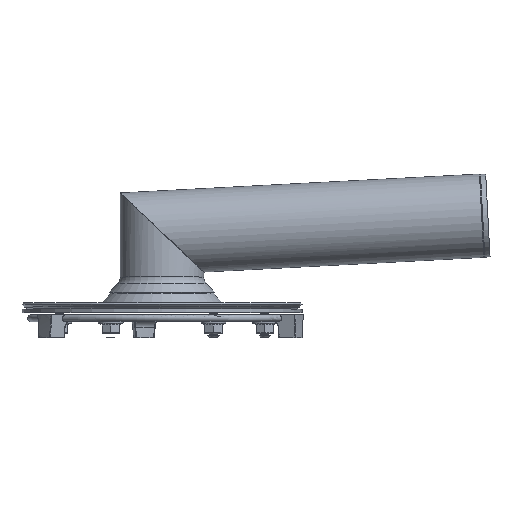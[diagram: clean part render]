
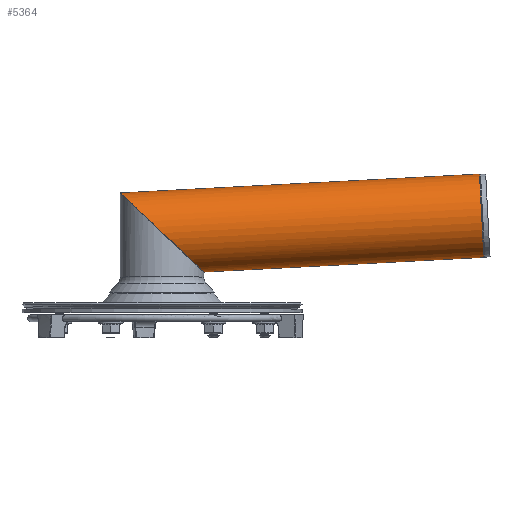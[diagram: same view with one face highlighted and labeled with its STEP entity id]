
A CAD part, top view. The second image highlights one B-rep face of the part: STEP entity #5364.
In plain terms, the highlighted cylindrical face has radius 36.5 mm (diameter 73 mm), a full revolution.
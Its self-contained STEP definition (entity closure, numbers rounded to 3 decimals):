
#420=ELLIPSE('',#6465,50.319,36.5);
#442=CYLINDRICAL_SURFACE('',#6464,36.5);
#734=FACE_OUTER_BOUND('',#1163,.T.);
#1163=EDGE_LOOP('',(#3569,#3570,#3571,#3572,#3573));
#1665=CIRCLE('',#6459,36.5);
#1666=CIRCLE('',#6460,36.5);
#2076=VERTEX_POINT('',#9291);
#2077=VERTEX_POINT('',#9293);
#2079=VERTEX_POINT('',#9302);
#2621=EDGE_CURVE('',#2076,#2077,#1665,.T.);
#2622=EDGE_CURVE('',#2077,#2076,#1666,.T.);
#2626=EDGE_CURVE('',#2077,#2079,#5830,.T.);
#2627=EDGE_CURVE('',#2079,#2079,#420,.T.);
#3569=ORIENTED_EDGE('',*,*,#2621,.F.);
#3570=ORIENTED_EDGE('',*,*,#2622,.F.);
#3571=ORIENTED_EDGE('',*,*,#2626,.T.);
#3572=ORIENTED_EDGE('',*,*,#2627,.F.);
#3573=ORIENTED_EDGE('',*,*,#2626,.F.);
#5364=ADVANCED_FACE('',(#734),#442,.T.);
#5830=LINE('',#9303,#6131);
#6131=VECTOR('',#7350,36.5);
#6459=AXIS2_PLACEMENT_3D('',#9294,#7337,#7338);
#6460=AXIS2_PLACEMENT_3D('',#9295,#7339,#7340);
#6464=AXIS2_PLACEMENT_3D('',#9301,#7348,#7349);
#6465=AXIS2_PLACEMENT_3D('',#9304,#7351,#7352);
#7337=DIRECTION('center_axis',(0.999,0.052,0.));
#7338=DIRECTION('ref_axis',(0.052,-0.999,0.));
#7339=DIRECTION('center_axis',(0.999,0.052,0.));
#7340=DIRECTION('ref_axis',(0.052,-0.999,0.));
#7348=DIRECTION('center_axis',(0.999,0.052,0.));
#7349=DIRECTION('ref_axis',(-0.052,0.999,0.));
#7350=DIRECTION('',(-0.999,-0.052,0.));
#7351=DIRECTION('center_axis',(-0.688,-0.725,0.));
#7352=DIRECTION('ref_axis',(-0.725,0.688,0.));
#9291=CARTESIAN_POINT('',(279.571,14.652,-36.5));
#9293=CARTESIAN_POINT('',(281.481,-21.798,0.));
#9294=CARTESIAN_POINT('Origin',(279.571,14.652,0.));
#9295=CARTESIAN_POINT('Origin',(279.571,14.652,0.));
#9301=CARTESIAN_POINT('Origin',(111.411,5.839,0.));
#9302=CARTESIAN_POINT('',(36.5,-34.637,0.));
#9303=CARTESIAN_POINT('',(113.322,-30.611,0.));
#9304=CARTESIAN_POINT('Origin',(0.,0.,
0.));
